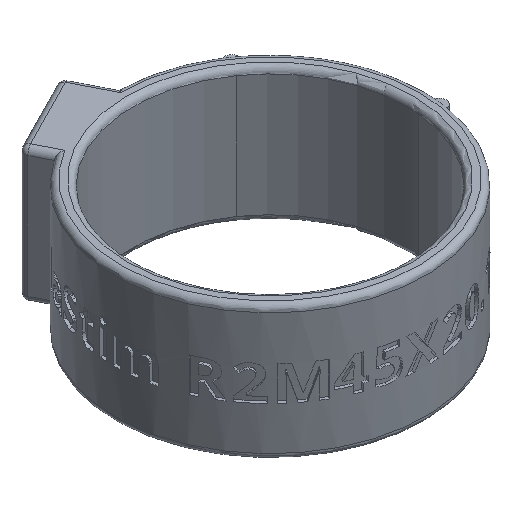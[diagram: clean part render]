
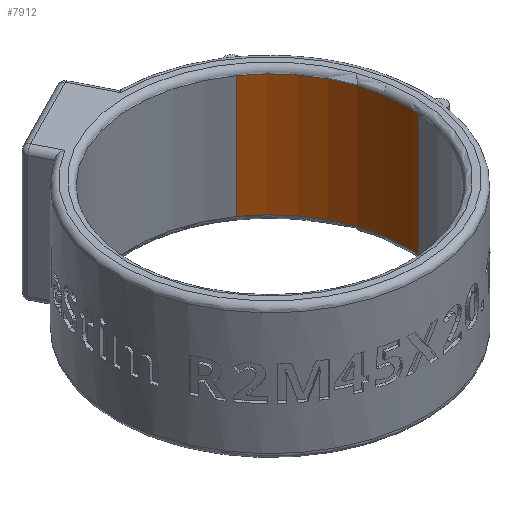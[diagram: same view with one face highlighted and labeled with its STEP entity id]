
A CAD part, isometric view. The second image highlights one B-rep face of the part: STEP entity #7912.
In plain terms, the highlighted cylindrical face has radius 22.5 mm (diameter 45 mm), a partial arc.
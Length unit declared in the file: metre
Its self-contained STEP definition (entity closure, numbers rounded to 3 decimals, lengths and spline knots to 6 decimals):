
#542=CIRCLE('',#8523,0.0225);
#543=CIRCLE('',#8524,0.0225);
#730=LINE('',#11881,#1261);
#731=LINE('',#11883,#1262);
#1261=VECTOR('',#9279,1.);
#1262=VECTOR('',#9282,1.);
#2097=ORIENTED_EDGE('',*,*,#4593,.T.);
#2098=ORIENTED_EDGE('',*,*,#4594,.T.);
#2099=ORIENTED_EDGE('',*,*,#4595,.F.);
#2100=ORIENTED_EDGE('',*,*,#4596,.T.);
#4593=EDGE_CURVE('',#5814,#5801,#730,.T.);
#4594=EDGE_CURVE('',#5801,#5803,#542,.F.);
#4595=EDGE_CURVE('',#5815,#5803,#731,.T.);
#4596=EDGE_CURVE('',#5815,#5814,#543,.T.);
#5801=VERTEX_POINT('',#11781);
#5803=VERTEX_POINT('',#11785);
#5814=VERTEX_POINT('',#11808);
#5815=VERTEX_POINT('',#11810);
#6802=EDGE_LOOP('',(#2097,#2098,#2099,#2100));
#7322=FACE_BOUND('',#6802,.T.);
#7806=CYLINDRICAL_SURFACE('',#8522,0.0225);
#7912=ADVANCED_FACE('',(#7322),#7806,.F.);
#8522=AXIS2_PLACEMENT_3D('',#11880,#9277,#9278);
#8523=AXIS2_PLACEMENT_3D('',#11882,#9280,#9281);
#8524=AXIS2_PLACEMENT_3D('',#11884,#9283,#9284);
#9277=DIRECTION('',(0.,0.,1.));
#9278=DIRECTION('',(1.,0.,0.));
#9279=DIRECTION('',(0.,0.,-1.));
#9280=DIRECTION('',(0.,0.,1.));
#9281=DIRECTION('',(1.,0.,0.));
#9282=DIRECTION('',(0.,0.,-1.));
#9283=DIRECTION('',(0.,0.,1.));
#9284=DIRECTION('',(1.,0.,0.));
#11781=CARTESIAN_POINT('',(0.012905,0.018431,-0.01));
#11785=CARTESIAN_POINT('',(0.022414,-0.001961,-0.01));
#11808=CARTESIAN_POINT('',(0.012905,0.018431,0.01));
#11810=CARTESIAN_POINT('',(0.022414,-0.001961,0.01));
#11880=CARTESIAN_POINT('',(0.,0.,-0.01));
#11881=CARTESIAN_POINT('',(0.012905,0.018431,0.01));
#11882=CARTESIAN_POINT('',(0.,0.,-0.01));
#11883=CARTESIAN_POINT('',(0.022414,-0.001961,0.01));
#11884=CARTESIAN_POINT('',(0.,0.,0.01));
